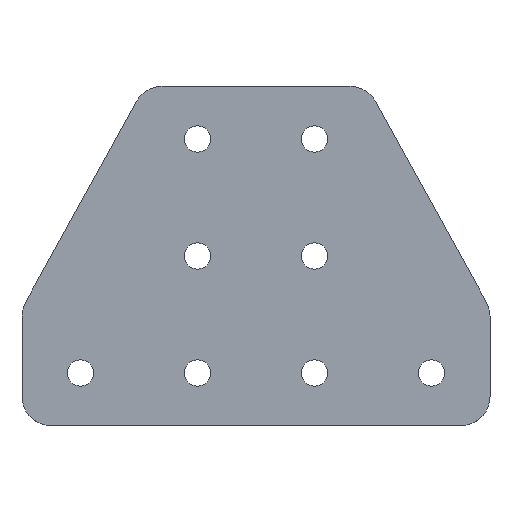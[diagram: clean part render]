
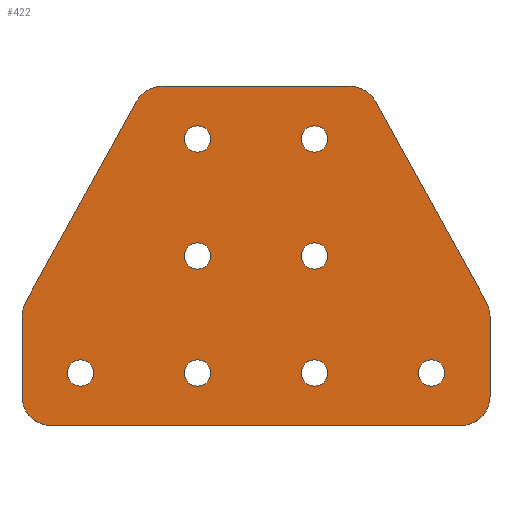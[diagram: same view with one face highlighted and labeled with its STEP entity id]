
A CAD part, top view. The second image highlights one B-rep face of the part: STEP entity #422.
In plain terms, the highlighted planar face has unit normal (0, 0, 1).
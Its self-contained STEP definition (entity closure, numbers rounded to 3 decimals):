
#31=FACE_BOUND('',#107,.T.);
#32=FACE_BOUND('',#108,.T.);
#33=FACE_BOUND('',#109,.T.);
#34=FACE_BOUND('',#110,.T.);
#35=FACE_BOUND('',#111,.T.);
#36=FACE_BOUND('',#112,.T.);
#37=FACE_BOUND('',#113,.T.);
#38=FACE_BOUND('',#114,.T.);
#46=PLANE('',#474);
#68=FACE_OUTER_BOUND('',#106,.T.);
#106=EDGE_LOOP('',(#367,#368,#369,#370,#371,#372,#373,#374,#375,#376,#377,
#378));
#107=EDGE_LOOP('',(#379));
#108=EDGE_LOOP('',(#380));
#109=EDGE_LOOP('',(#381));
#110=EDGE_LOOP('',(#382));
#111=EDGE_LOOP('',(#383));
#112=EDGE_LOOP('',(#384));
#113=EDGE_LOOP('',(#385));
#114=EDGE_LOOP('',(#386));
#119=LINE('',#616,#143);
#127=LINE('',#661,#151);
#131=LINE('',#696,#155);
#132=LINE('',#699,#156);
#135=LINE('',#707,#159);
#138=LINE('',#714,#162);
#143=VECTOR('',#489,27.421);
#151=VECTOR('',#531,27.421);
#155=VECTOR('',#577,140.);
#156=VECTOR('',#580,78.355);
#159=VECTOR('',#589,64.202);
#162=VECTOR('',#598,78.355);
#163=CIRCLE('',#426,10.);
#178=CIRCLE('',#444,10.);
#179=CIRCLE('',#447,10.);
#180=CIRCLE('',#449,10.);
#181=CIRCLE('',#451,4.5);
#182=CIRCLE('',#453,4.5);
#183=CIRCLE('',#455,4.5);
#184=CIRCLE('',#457,4.5);
#185=CIRCLE('',#459,4.5);
#186=CIRCLE('',#461,4.5);
#187=CIRCLE('',#463,4.5);
#188=CIRCLE('',#465,4.5);
#189=CIRCLE('',#469,10.);
#190=CIRCLE('',#472,10.);
#191=VERTEX_POINT('',#603);
#192=VERTEX_POINT('',#604);
#196=VERTEX_POINT('',#614);
#214=VERTEX_POINT('',#654);
#215=VERTEX_POINT('',#655);
#216=VERTEX_POINT('',#660);
#217=VERTEX_POINT('',#664);
#218=VERTEX_POINT('',#668);
#219=VERTEX_POINT('',#672);
#220=VERTEX_POINT('',#675);
#221=VERTEX_POINT('',#678);
#222=VERTEX_POINT('',#681);
#223=VERTEX_POINT('',#684);
#224=VERTEX_POINT('',#687);
#225=VERTEX_POINT('',#690);
#226=VERTEX_POINT('',#693);
#227=VERTEX_POINT('',#698);
#228=VERTEX_POINT('',#702);
#229=VERTEX_POINT('',#706);
#230=VERTEX_POINT('',#710);
#231=EDGE_CURVE('',#191,#192,#163,.T.);
#237=EDGE_CURVE('',#196,#191,#119,.T.);
#256=EDGE_CURVE('',#214,#215,#178,.T.);
#259=EDGE_CURVE('',#215,#216,#127,.T.);
#261=EDGE_CURVE('',#216,#217,#179,.T.);
#263=EDGE_CURVE('',#218,#196,#180,.T.);
#265=EDGE_CURVE('',#219,#219,#181,.T.);
#266=EDGE_CURVE('',#220,#220,#182,.T.);
#267=EDGE_CURVE('',#221,#221,#183,.T.);
#268=EDGE_CURVE('',#222,#222,#184,.T.);
#269=EDGE_CURVE('',#223,#223,#185,.T.);
#270=EDGE_CURVE('',#224,#224,#186,.T.);
#271=EDGE_CURVE('',#225,#225,#187,.T.);
#272=EDGE_CURVE('',#226,#226,#188,.T.);
#273=EDGE_CURVE('',#192,#214,#131,.T.);
#274=EDGE_CURVE('',#217,#227,#132,.T.);
#276=EDGE_CURVE('',#227,#228,#189,.T.);
#278=EDGE_CURVE('',#228,#229,#135,.T.);
#280=EDGE_CURVE('',#229,#230,#190,.T.);
#282=EDGE_CURVE('',#230,#218,#138,.T.);
#367=ORIENTED_EDGE('',*,*,#231,.F.);
#368=ORIENTED_EDGE('',*,*,#237,.F.);
#369=ORIENTED_EDGE('',*,*,#263,.F.);
#370=ORIENTED_EDGE('',*,*,#282,.F.);
#371=ORIENTED_EDGE('',*,*,#280,.F.);
#372=ORIENTED_EDGE('',*,*,#278,.F.);
#373=ORIENTED_EDGE('',*,*,#276,.F.);
#374=ORIENTED_EDGE('',*,*,#274,.F.);
#375=ORIENTED_EDGE('',*,*,#261,.F.);
#376=ORIENTED_EDGE('',*,*,#259,.F.);
#377=ORIENTED_EDGE('',*,*,#256,.F.);
#378=ORIENTED_EDGE('',*,*,#273,.F.);
#379=ORIENTED_EDGE('',*,*,#265,.T.);
#380=ORIENTED_EDGE('',*,*,#266,.T.);
#381=ORIENTED_EDGE('',*,*,#267,.T.);
#382=ORIENTED_EDGE('',*,*,#268,.T.);
#383=ORIENTED_EDGE('',*,*,#269,.T.);
#384=ORIENTED_EDGE('',*,*,#270,.T.);
#385=ORIENTED_EDGE('',*,*,#271,.T.);
#386=ORIENTED_EDGE('',*,*,#272,.T.);
#422=ADVANCED_FACE('',(#68,#31,#32,#33,#34,#35,#36,#37,#38),#46,.T.);
#426=AXIS2_PLACEMENT_3D('',#605,#479,#480);
#444=AXIS2_PLACEMENT_3D('',#656,#525,#526);
#447=AXIS2_PLACEMENT_3D('',#665,#535,#536);
#449=AXIS2_PLACEMENT_3D('',#669,#540,#541);
#451=AXIS2_PLACEMENT_3D('',#673,#545,#546);
#453=AXIS2_PLACEMENT_3D('',#676,#549,#550);
#455=AXIS2_PLACEMENT_3D('',#679,#553,#554);
#457=AXIS2_PLACEMENT_3D('',#682,#557,#558);
#459=AXIS2_PLACEMENT_3D('',#685,#561,#562);
#461=AXIS2_PLACEMENT_3D('',#688,#565,#566);
#463=AXIS2_PLACEMENT_3D('',#691,#569,#570);
#465=AXIS2_PLACEMENT_3D('',#694,#573,#574);
#469=AXIS2_PLACEMENT_3D('',#703,#584,#585);
#472=AXIS2_PLACEMENT_3D('',#711,#593,#594);
#474=AXIS2_PLACEMENT_3D('',#715,#599,#600);
#479=DIRECTION('center_axis',(0.,0.,-1.));
#480=DIRECTION('ref_axis',(0.707,-0.707,0.));
#489=DIRECTION('',(0.,-1.,0.));
#525=DIRECTION('center_axis',(0.,0.,-1.));
#526=DIRECTION('ref_axis',(-0.707,-0.707,0.));
#531=DIRECTION('',(0.,1.,0.));
#535=DIRECTION('center_axis',(0.,0.,-1.));
#536=DIRECTION('ref_axis',(-0.968,0.25,0.));
#540=DIRECTION('center_axis',(0.,0.,-1.));
#541=DIRECTION('ref_axis',(0.968,0.25,0.));
#545=DIRECTION('center_axis',(0.,0.,-1.));
#546=DIRECTION('ref_axis',(-1.,0.,0.));
#549=DIRECTION('center_axis',(0.,0.,-1.));
#550=DIRECTION('ref_axis',(-1.,0.,0.));
#553=DIRECTION('center_axis',(0.,0.,-1.));
#554=DIRECTION('ref_axis',(-1.,0.,0.));
#557=DIRECTION('center_axis',(0.,0.,-1.));
#558=DIRECTION('ref_axis',(-1.,0.,0.));
#561=DIRECTION('center_axis',(0.,0.,-1.));
#562=DIRECTION('ref_axis',(-1.,0.,0.));
#565=DIRECTION('center_axis',(0.,0.,-1.));
#566=DIRECTION('ref_axis',(-1.,0.,0.));
#569=DIRECTION('center_axis',(0.,0.,-1.));
#570=DIRECTION('ref_axis',(-1.,0.,0.));
#573=DIRECTION('center_axis',(0.,0.,-1.));
#574=DIRECTION('ref_axis',(-1.,0.,0.));
#577=DIRECTION('',(-1.,0.,0.));
#580=DIRECTION('',(0.484,0.875,0.));
#584=DIRECTION('center_axis',(0.,0.,-1.));
#585=DIRECTION('ref_axis',(0.,1.,0.));
#589=DIRECTION('',(1.,0.,0.));
#593=DIRECTION('center_axis',(0.,0.,-1.));
#594=DIRECTION('ref_axis',(0.875,0.484,0.));
#598=DIRECTION('',(0.484,-0.875,0.));
#599=DIRECTION('center_axis',(0.,0.,1.));
#600=DIRECTION('ref_axis',(1.,0.,0.));
#603=CARTESIAN_POINT('',(80.,10.,5.));
#604=CARTESIAN_POINT('',(70.,0.,5.));
#605=CARTESIAN_POINT('Origin',(70.,10.,5.));
#614=CARTESIAN_POINT('',(80.,37.421,5.));
#616=CARTESIAN_POINT('',(80.,0.,5.));
#654=CARTESIAN_POINT('',(-70.,0.,5.));
#655=CARTESIAN_POINT('',(-80.,10.,5.));
#656=CARTESIAN_POINT('Origin',(-70.,10.,5.));
#660=CARTESIAN_POINT('',(-80.,37.421,5.));
#661=CARTESIAN_POINT('',(-80.,40.,5.));
#664=CARTESIAN_POINT('',(-78.752,42.258,5.));
#665=CARTESIAN_POINT('Origin',(-70.,37.421,5.));
#668=CARTESIAN_POINT('',(78.752,42.258,5.));
#669=CARTESIAN_POINT('Origin',(70.,37.421,5.));
#672=CARTESIAN_POINT('',(-55.5,18.,5.));
#673=CARTESIAN_POINT('Origin',(-60.,18.,5.));
#675=CARTESIAN_POINT('',(64.5,18.,5.));
#676=CARTESIAN_POINT('Origin',(60.,18.,5.));
#678=CARTESIAN_POINT('',(24.5,18.,5.));
#679=CARTESIAN_POINT('Origin',(20.,18.,5.));
#681=CARTESIAN_POINT('',(-15.5,18.,5.));
#682=CARTESIAN_POINT('Origin',(-20.,18.,5.));
#684=CARTESIAN_POINT('',(-15.5,58.,5.));
#685=CARTESIAN_POINT('Origin',(-20.,58.,5.));
#687=CARTESIAN_POINT('',(24.5,58.,5.));
#688=CARTESIAN_POINT('Origin',(20.,58.,5.));
#690=CARTESIAN_POINT('',(24.5,98.,5.));
#691=CARTESIAN_POINT('Origin',(20.,98.,5.));
#693=CARTESIAN_POINT('',(-15.5,98.,5.));
#694=CARTESIAN_POINT('Origin',(-20.,98.,5.));
#696=CARTESIAN_POINT('',(-80.,0.,5.));
#698=CARTESIAN_POINT('',(-40.853,110.837,5.));
#699=CARTESIAN_POINT('',(-40.853,110.837,5.));
#702=CARTESIAN_POINT('',(-32.101,116.,5.));
#703=CARTESIAN_POINT('Origin',(-32.101,106.,5.));
#706=CARTESIAN_POINT('',(32.101,116.,5.));
#707=CARTESIAN_POINT('',(32.101,116.,5.));
#710=CARTESIAN_POINT('',(40.853,110.837,5.));
#711=CARTESIAN_POINT('Origin',(32.101,106.,5.));
#714=CARTESIAN_POINT('',(80.,40.,5.));
#715=CARTESIAN_POINT('Origin',(0.,48.603,5.));
